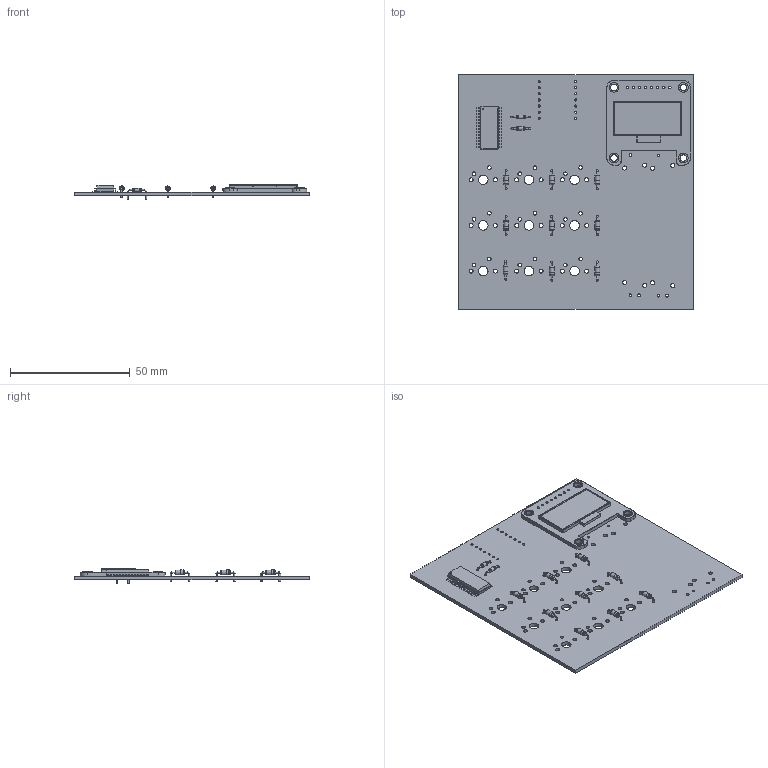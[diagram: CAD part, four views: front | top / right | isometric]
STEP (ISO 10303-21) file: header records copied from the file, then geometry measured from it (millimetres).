
FILE_DESCRIPTION(('KiCad electronic assembly'),'2;1');
FILE_NAME('board_model.step','2025-02-19T18:21:17',('Pcbnew'),('Kicad'), 'Open CASCADE STEP processor 7.8','KiCad to STEP converter','Unknown' );
FILE_SCHEMA(('AUTOMOTIVE_DESIGN { 1 0 10303 214 1 1 1 1 }'));
Length unit declared in the file: millimetre
Products named in the file (10): board_model 1; D_DO-35_SOD27_P7.62mm_Horizontal; R_Axial_DIN0204_L3.6mm_D1.6mm_P7.62mm_Horizontal; R_Axial_DIN0204_L36mm_D16mm_P762mm_Horizontal; SOIC-28W_7.5x17.9mm_P1.27mm; SOIC_28W_75x179mm_P127mm; Adafruit_SSD1306; hackpad_PCB
Assembly tree (18 placements, depth 3):
  board_model 1
    D_DO-35_SOD27_P7.62mm_Horizontal  x9
      D_DO-35_SOD27_P7.62mm_Horizontal
    R_Axial_DIN0204_L3.6mm_D1.6mm_P7.62mm_Horizontal  x2
      R_Axial_DIN0204_L36mm_D16mm_P762mm_Horizontal
    SOIC-28W_7.5x17.9mm_P1.27mm
      SOIC_28W_75x179mm_P127mm
    Adafruit_SSD1306
      Adafruit_SSD1306
    hackpad_PCB
Bounding box: 98 x 98 x 6 mm (x, y, z)
Volume: 17714.4 mm3; surface area: 23753.3 mm2
Topology: 23 solids, 23 shells, 845 faces, 2064 edges, 1292 vertices
Faces by surface type: plane 396, cylinder 341, bspline 52, torus 50, sphere 6
Full cylindrical faces by diameter (mm): 0.5 x35, 0.6 x1, 0.7 x4, 0.8 x18, 0.889 x14, 1 x16, 1.2 x6, 1.44 x2, 1.5 x18, 1.6 x4, 1.7 x26, 2 x18, 2.02 x9, 2.7 x4, 2.8 x8, 4 x13
Entity records: 26257 total; most frequent: CARTESIAN_POINT 3910, DIRECTION 3733, ORIENTED_EDGE 3678, EDGE_CURVE 1839, AXIS2_PLACEMENT_3D 1259, LINE 1215, VECTOR 1215, VERTEX_POINT 1164
